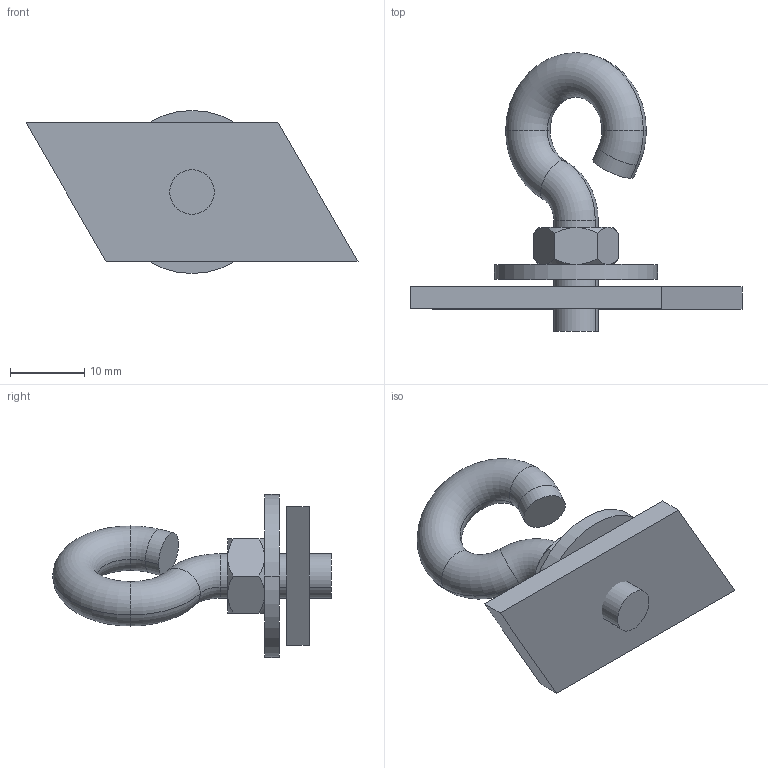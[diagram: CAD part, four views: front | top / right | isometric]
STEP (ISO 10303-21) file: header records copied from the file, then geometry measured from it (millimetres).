
FILE_DESCRIPTION (( 'STEP AP203' ), '1' );
FILE_NAME ('30-02-1647.STEP', '2013-06-05T10:47:48', ( 'asennus' ), ( '' ), 'SwSTEP 2.0', 'SolidWorks 2013', '' );
FILE_SCHEMA (( 'CONFIG_CONTROL_DESIGN' ));
Length unit declared in the file: millimetre
Products named in the file (1): 30-02-1647
Bounding box: 44.8 x 37.59 x 22 mm (x, y, z)
Volume: 4543.2 mm3; surface area: 4027.4 mm2
Topology: 4 solids, 4 shells, 50 faces, 104 edges, 62 vertices
Faces by surface type: plane 18, cylinder 12, cone 12, torus 8
Entity records: 1509 total; most frequent: CARTESIAN_POINT 369, DIRECTION 232, ORIENTED_EDGE 208, EDGE_CURVE 104, AXIS2_PLACEMENT_3D 101, VERTEX_POINT 62, EDGE_LOOP 56, ADVANCED_FACE 50
